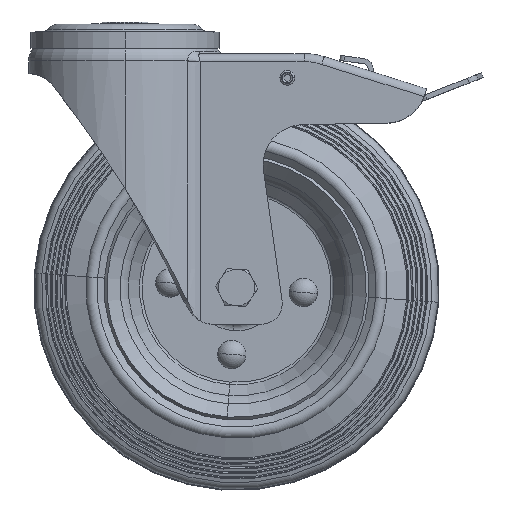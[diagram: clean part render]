
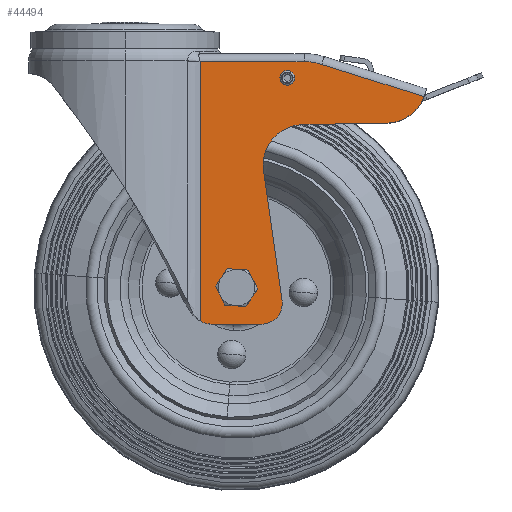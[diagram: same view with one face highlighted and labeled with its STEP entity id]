
A CAD part, top view. The second image highlights one B-rep face of the part: STEP entity #44494.
In plain terms, the highlighted planar face has unit normal (0, 0, 1).
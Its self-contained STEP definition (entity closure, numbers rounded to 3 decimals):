
#136 = ORIENTED_EDGE ( 'NONE', *, *, #15267, .F. ) ;
#288 = EDGE_CURVE ( 'NONE', #50496, #6404, #18382, .T. ) ;
#361 = VERTEX_POINT ( 'NONE', #17844 ) ;
#442 = LINE ( 'NONE', #59852, #13750 ) ;
#454 = CIRCLE ( 'NONE', #37028, 2.6 ) ;
#888 = CARTESIAN_POINT ( 'NONE',  ( 42.505, -139., 34. ) ) ;
#1315 = VERTEX_POINT ( 'NONE', #27665 ) ;
#1550 = ORIENTED_EDGE ( 'NONE', *, *, #13140, .F. ) ;
#2102 = DIRECTION ( 'NONE',  ( -1., 0., 0. ) ) ;
#3273 = VERTEX_POINT ( 'NONE', #29873 ) ;
#3424 = FACE_BOUND ( 'NONE', #23684, .T. ) ;
#4756 = CIRCLE ( 'NONE', #44678, 20. ) ;
#5987 = LINE ( 'NONE', #45967, #64673 ) ;
#6283 = CARTESIAN_POINT ( 'NONE',  ( 0., -165.6, 34. ) ) ;
#6404 = VERTEX_POINT ( 'NONE', #43842 ) ;
#7384 = CARTESIAN_POINT ( 'NONE',  ( 77.4, -27.6, 34. ) ) ;
#7765 = CIRCLE ( 'NONE', #8871, 10. ) ;
#8871 = AXIS2_PLACEMENT_3D ( 'NONE', #888, #39848, #18404 ) ;
#9020 = AXIS2_PLACEMENT_3D ( 'NONE', #23818, #39529, #40211 ) ;
#9112 = ORIENTED_EDGE ( 'NONE', *, *, #26954, .F. ) ;
#9423 = EDGE_CURVE ( 'NONE', #48429, #16839, #4756, .T. ) ;
#9506 = DIRECTION ( 'NONE',  ( 0.937, -0.348, 0. ) ) ;
#10340 = DIRECTION ( 'NONE',  ( 0., 0., -1. ) ) ;
#10561 = CARTESIAN_POINT ( 'NONE',  ( 87.71, -50.603, 34. ) ) ;
#10920 = VERTEX_POINT ( 'NONE', #44345 ) ;
#13140 = EDGE_CURVE ( 'NONE', #19915, #361, #70755, .T. ) ;
#13685 = AXIS2_PLACEMENT_3D ( 'NONE', #6283, #64983, #33127 ) ;
#13750 = VECTOR ( 'NONE', #65930, 1000. ) ;
#13883 = CIRCLE ( 'NONE', #53887, 6.1 ) ;
#14135 = EDGE_CURVE ( 'NONE', #361, #19915, #13883, .T. ) ;
#14361 = CARTESIAN_POINT ( 'NONE',  ( 68.25, -73.425, 34. ) ) ;
#14524 = CIRCLE ( 'NONE', #16809, 2.6 ) ;
#14538 = PLANE ( 'NONE',  #13685 ) ;
#15222 = CARTESIAN_POINT ( 'NONE',  ( 37.016, -104.773, 34. ) ) ;
#15267 = EDGE_CURVE ( 'NONE', #10920, #18403, #23746, .T. ) ;
#15557 = EDGE_LOOP ( 'NONE', ( #54579, #49030 ) ) ;
#16809 = AXIS2_PLACEMENT_3D ( 'NONE', #53109, #69566, #19798 ) ;
#16839 = VERTEX_POINT ( 'NONE', #14361 ) ;
#17844 = CARTESIAN_POINT ( 'NONE',  ( 48.9, -131., 34. ) ) ;
#18212 = CARTESIAN_POINT ( 'NONE',  ( 55., -131., 34. ) ) ;
#18382 = CIRCLE ( 'NONE', #58391, 10. ) ;
#18403 = VERTEX_POINT ( 'NONE', #62527 ) ;
#18404 = DIRECTION ( 'NONE',  ( 0., -1., 0. ) ) ;
#18452 = EDGE_CURVE ( 'NONE', #56829, #35477, #7765, .T. ) ;
#18942 = ORIENTED_EDGE ( 'NONE', *, *, #26501, .T. ) ;
#19798 = DIRECTION ( 'NONE',  ( 1., 0., 0. ) ) ;
#19915 = VERTEX_POINT ( 'NONE', #67652 ) ;
#20963 = DIRECTION ( 'NONE',  ( 0., 0., -1. ) ) ;
#21142 = AXIS2_PLACEMENT_3D ( 'NONE', #30308, #20963, #9506 ) ;
#21624 = CARTESIAN_POINT ( 'NONE',  ( 37.015, -19.6, 34. ) ) ;
#21945 = VERTEX_POINT ( 'NONE', #62152 ) ;
#23684 = EDGE_LOOP ( 'NONE', ( #62065, #1550 ) ) ;
#23746 = CIRCLE ( 'NONE', #44221, 29. ) ;
#23818 = CARTESIAN_POINT ( 'NONE',  ( 55., -131., 34. ) ) ;
#24329 = DIRECTION ( 'NONE',  ( -1., -0.017, 0. ) ) ;
#24928 = FACE_OUTER_BOUND ( 'NONE', #33067, .T. ) ;
#26234 = VERTEX_POINT ( 'NONE', #7384 ) ;
#26501 = EDGE_CURVE ( 'NONE', #21945, #35477, #42544, .T. ) ;
#26849 = CIRCLE ( 'NONE', #21142, 20. ) ;
#26857 = DIRECTION ( 'NONE',  ( 0.99, 0.141, 0. ) ) ;
#26954 = EDGE_CURVE ( 'NONE', #6404, #56829, #55707, .T. ) ;
#27528 = CARTESIAN_POINT ( 'NONE',  ( 80., -27.6, 34. ) ) ;
#27665 = CARTESIAN_POINT ( 'NONE',  ( 129.074, -49.899, 34. ) ) ;
#28896 = CARTESIAN_POINT ( 'NONE',  ( 55.005, -149., 34. ) ) ;
#28967 = ORIENTED_EDGE ( 'NONE', *, *, #32957, .F. ) ;
#29582 = DIRECTION ( 'NONE',  ( 0.141, -0.99, 0. ) ) ;
#29873 = CARTESIAN_POINT ( 'NONE',  ( 147.483, -36.862, 34. ) ) ;
#30308 = CARTESIAN_POINT ( 'NONE',  ( 128.734, -29.902, 34. ) ) ;
#31182 = EDGE_CURVE ( 'NONE', #55864, #26234, #14524, .T. ) ;
#31426 = ORIENTED_EDGE ( 'NONE', *, *, #9423, .F. ) ;
#31943 = DIRECTION ( 'NONE',  ( -0.017, 1., 0. ) ) ;
#32759 = CARTESIAN_POINT ( 'NONE',  ( 37.017, -147.359, 34. ) ) ;
#32957 = EDGE_CURVE ( 'NONE', #18403, #3273, #442, .T. ) ;
#33067 = EDGE_LOOP ( 'NONE', ( #41159, #37111, #31426, #53381, #44391, #28967, #136, #66716, #18942, #54110, #9112 ) ) ;
#33127 = DIRECTION ( 'NONE',  ( 1., 0., 0. ) ) ;
#35049 = LINE ( 'NONE', #56852, #59792 ) ;
#35085 = LINE ( 'NONE', #51485, #42038 ) ;
#35477 = VERTEX_POINT ( 'NONE', #47704 ) ;
#36513 = EDGE_CURVE ( 'NONE', #1315, #48429, #35085, .T. ) ;
#37028 = AXIS2_PLACEMENT_3D ( 'NONE', #27528, #65475, #53311 ) ;
#37065 = CARTESIAN_POINT ( 'NONE',  ( 88.271, -48.6, 34. ) ) ;
#37111 = ORIENTED_EDGE ( 'NONE', *, *, #48184, .F. ) ;
#37546 = CARTESIAN_POINT ( 'NONE',  ( 67.505, -139., 34. ) ) ;
#39529 = DIRECTION ( 'NONE',  ( 0., 0., 1. ) ) ;
#39848 = DIRECTION ( 'NONE',  ( 0., 0., -1. ) ) ;
#40211 = DIRECTION ( 'NONE',  ( 1., 0., 0. ) ) ;
#41159 = ORIENTED_EDGE ( 'NONE', *, *, #288, .F. ) ;
#42035 = VECTOR ( 'NONE', #61084, 1000. ) ;
#42038 = VECTOR ( 'NONE', #24329, 1000. ) ;
#42544 = B_SPLINE_CURVE_WITH_KNOTS ( 'NONE', 3,
 ( #21624, #69972, #15222, #32759 ),
 .UNSPECIFIED., .F., .F.,
 ( 4, 4 ),
 ( 0., 1. ),
 .UNSPECIFIED. ) ;
#42608 = CARTESIAN_POINT ( 'NONE',  ( 88.05, -70.6, 34. ) ) ;
#42760 = FACE_BOUND ( 'NONE', #15557, .T. ) ;
#43842 = CARTESIAN_POINT ( 'NONE',  ( 67.505, -149., 34. ) ) ;
#44221 = AXIS2_PLACEMENT_3D ( 'NONE', #37065, #52823, #47752 ) ;
#44345 = CARTESIAN_POINT ( 'NONE',  ( 88.271, -19.6, 34. ) ) ;
#44391 = ORIENTED_EDGE ( 'NONE', *, *, #53878, .F. ) ;
#44494 = ADVANCED_FACE ( 'NONE', ( #42760, #3424, #24928 ), #14538, .T. ) ;
#44678 = AXIS2_PLACEMENT_3D ( 'NONE', #42608, #69851, #31943 ) ;
#45967 = CARTESIAN_POINT ( 'NONE',  ( 68.25, -73.425, 34. ) ) ;
#46064 = EDGE_CURVE ( 'NONE', #10920, #21945, #35049, .T. ) ;
#46566 = CARTESIAN_POINT ( 'NONE',  ( 42.505, -149., 34. ) ) ;
#47704 = CARTESIAN_POINT ( 'NONE',  ( 37.017, -147.359, 34. ) ) ;
#47752 = DIRECTION ( 'NONE',  ( 0., 1., 0. ) ) ;
#48184 = EDGE_CURVE ( 'NONE', #16839, #50496, #5987, .T. ) ;
#48429 = VERTEX_POINT ( 'NONE', #10561 ) ;
#49030 = ORIENTED_EDGE ( 'NONE', *, *, #31182, .F. ) ;
#50496 = VERTEX_POINT ( 'NONE', #53515 ) ;
#51485 = CARTESIAN_POINT ( 'NONE',  ( 129.074, -49.899, 34. ) ) ;
#52823 = DIRECTION ( 'NONE',  ( 0., 0., -1. ) ) ;
#53109 = CARTESIAN_POINT ( 'NONE',  ( 80., -27.6, 34. ) ) ;
#53311 = DIRECTION ( 'NONE',  ( -1., 0., 0. ) ) ;
#53381 = ORIENTED_EDGE ( 'NONE', *, *, #36513, .F. ) ;
#53515 = CARTESIAN_POINT ( 'NONE',  ( 77.405, -137.588, 34. ) ) ;
#53878 = EDGE_CURVE ( 'NONE', #3273, #1315, #26849, .T. ) ;
#53887 = AXIS2_PLACEMENT_3D ( 'NONE', #18212, #67607, #56163 ) ;
#54110 = ORIENTED_EDGE ( 'NONE', *, *, #18452, .F. ) ;
#54579 = ORIENTED_EDGE ( 'NONE', *, *, #69702, .F. ) ;
#55707 = LINE ( 'NONE', #28896, #42035 ) ;
#55864 = VERTEX_POINT ( 'NONE', #59194 ) ;
#56163 = DIRECTION ( 'NONE',  ( -1., 0., 0. ) ) ;
#56829 = VERTEX_POINT ( 'NONE', #46566 ) ;
#56852 = CARTESIAN_POINT ( 'NONE',  ( 88.271, -19.6, 34. ) ) ;
#58391 = AXIS2_PLACEMENT_3D ( 'NONE', #37546, #10340, #26857 ) ;
#59194 = CARTESIAN_POINT ( 'NONE',  ( 82.6, -27.6, 34. ) ) ;
#59792 = VECTOR ( 'NONE', #2102, 1000. ) ;
#59852 = CARTESIAN_POINT ( 'NONE',  ( 96.991, -20.942, 34. ) ) ;
#61084 = DIRECTION ( 'NONE',  ( -1., 0., 0. ) ) ;
#62065 = ORIENTED_EDGE ( 'NONE', *, *, #14135, .F. ) ;
#62152 = CARTESIAN_POINT ( 'NONE',  ( 37.015, -19.6, 34. ) ) ;
#62527 = CARTESIAN_POINT ( 'NONE',  ( 96.991, -20.942, 34. ) ) ;
#64673 = VECTOR ( 'NONE', #29582, 1000. ) ;
#64983 = DIRECTION ( 'NONE',  ( 0., 0., 1. ) ) ;
#65475 = DIRECTION ( 'NONE',  ( 0., 0., 1. ) ) ;
#65930 = DIRECTION ( 'NONE',  ( 0.954, -0.301, 0. ) ) ;
#66716 = ORIENTED_EDGE ( 'NONE', *, *, #46064, .T. ) ;
#67607 = DIRECTION ( 'NONE',  ( 0., 0., 1. ) ) ;
#67652 = CARTESIAN_POINT ( 'NONE',  ( 61.1, -131., 34. ) ) ;
#69566 = DIRECTION ( 'NONE',  ( 0., 0., 1. ) ) ;
#69702 = EDGE_CURVE ( 'NONE', #26234, #55864, #454, .T. ) ;
#69851 = DIRECTION ( 'NONE',  ( 0., 0., 1. ) ) ;
#69972 = CARTESIAN_POINT ( 'NONE',  ( 37.016, -62.186, 34. ) ) ;
#70755 = CIRCLE ( 'NONE', #9020, 6.1 ) ;
